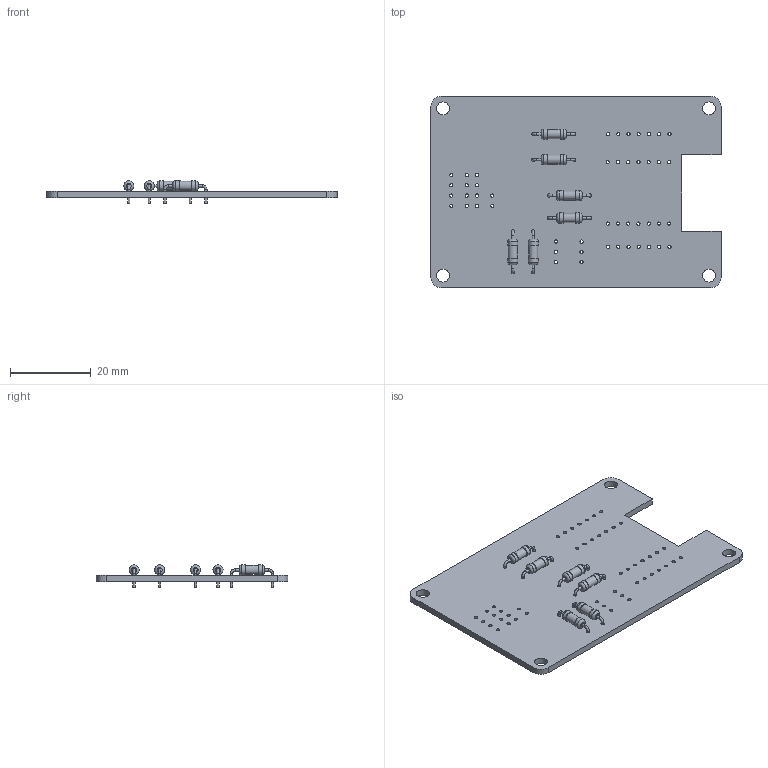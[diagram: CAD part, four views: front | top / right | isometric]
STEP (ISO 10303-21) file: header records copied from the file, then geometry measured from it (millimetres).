
FILE_DESCRIPTION(('KiCad electronic assembly'),'2;1');
FILE_NAME('usb_temperature_humidity.step','2021-06-18T16:49:41',( 'An Author'),('A Company'),'Open CASCADE STEP processor 6.9', 'KiCad to STEP converter','Unknown');
FILE_SCHEMA(('AUTOMOTIVE_DESIGN { 1 0 10303 214 1 1 1 1 }'));
Length unit declared in the file: millimetre
Products named in the file (4): Open CASCADE STEP translator 6.9 1; R_Axial_DIN0207_L6.3mm_D2.5mm_P10.16mm_Horizontal; SOLID; COMPOUND
Assembly tree (8 placements, depth 3):
  Open CASCADE STEP translator 6.9 1
    R_Axial_DIN0207_L6.3mm_D2.5mm_P10.16mm_Horizontal  x6
      SOLID
    COMPOUND
Bounding box: 72 x 47.5 x 5.5 mm (x, y, z)
Volume: 5245.7 mm3; surface area: 7500.3 mm2
Topology: 7 solids, 7 shells, 180 faces, 390 edges, 248 vertices
Faces by surface type: cylinder 110, plane 46, torus 24
Full cylindrical faces by diameter (mm): 0.6 x24, 0.8 x52, 0.82 x8, 2.25 x6, 2.5 x12, 3.2 x4
Entity records: 7391 total; most frequent: CARTESIAN_POINT 1997, DIRECTION 981, ORIENTED_EDGE 510, PCURVE 510, DEFINITIONAL_REPRESENTATION 510, LINE 459, VECTOR 459, AXIS2_PLACEMENT_3D 260
